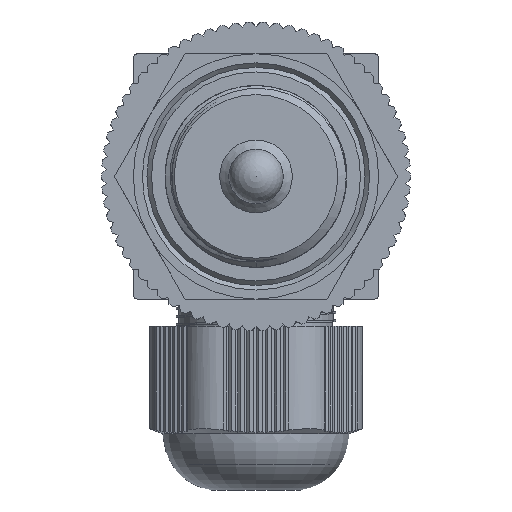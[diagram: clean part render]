
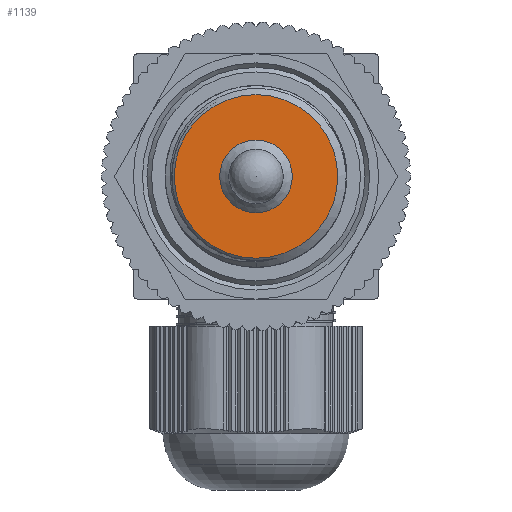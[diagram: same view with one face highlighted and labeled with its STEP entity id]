
A CAD part, front view. The second image highlights one B-rep face of the part: STEP entity #1139.
In plain terms, the highlighted face is planar.
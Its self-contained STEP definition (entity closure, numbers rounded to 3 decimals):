
#1139=ADVANCED_FACE('',(#7683,#7685),#7687,.T.);
#7683=FACE_BOUND('',#7684,.T.);
#7684=EDGE_LOOP('',(#32318));
#7685=FACE_BOUND('',#7686,.T.);
#7686=EDGE_LOOP('',(#32319));
#7687=PLANE('',#7688);
#7688=AXIS2_PLACEMENT_3D('',#7689,#7690,#7691);
#7689=CARTESIAN_POINT('',(-29.,0.,0.));
#7690=DIRECTION('',(-1.,0.,0.));
#7691=DIRECTION('',(0.,0.,1.));
#32318=ORIENTED_EDGE('',*,*,#38754,.T.);
#32319=ORIENTED_EDGE('',*,*,#38771,.F.);
#38754=EDGE_CURVE('',#41840,#41840,#41841,.T.);
#38771=EDGE_CURVE('',#41870,#41870,#41871,.T.);
#41840=VERTEX_POINT('',#51506);
#41841=CIRCLE('',#51507,9.);
#41870=VERTEX_POINT('',#52851);
#41871=CIRCLE('',#52852,4.);
#51506=CARTESIAN_POINT('',(-29.,0.,9.));
#51507=AXIS2_PLACEMENT_3D('',#51508,#51509,#51510);
#51508=CARTESIAN_POINT('',(-29.,0.,0.));
#51509=DIRECTION('',(-1.,0.,0.));
#51510=DIRECTION('',(0.,0.,1.));
#52851=CARTESIAN_POINT('',(-29.,0.,4.));
#52852=AXIS2_PLACEMENT_3D('',#52853,#52854,#52855);
#52853=CARTESIAN_POINT('',(-29.,0.,0.));
#52854=DIRECTION('',(-1.,0.,0.));
#52855=DIRECTION('',(0.,0.,1.));
